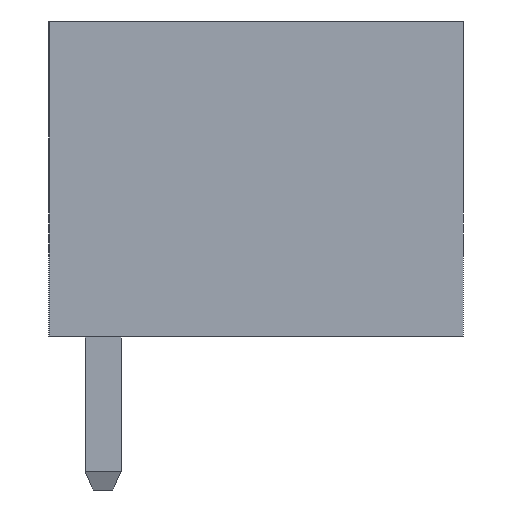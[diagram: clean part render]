
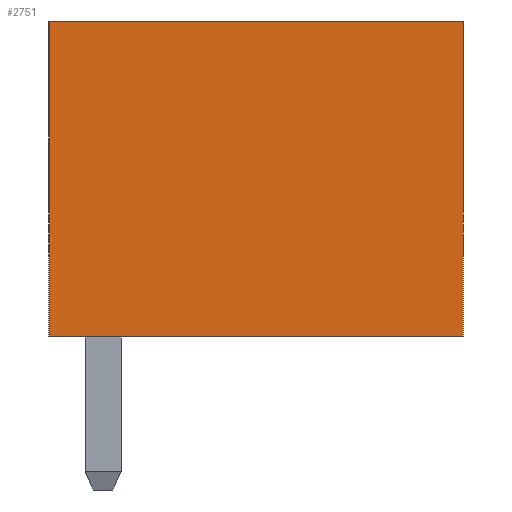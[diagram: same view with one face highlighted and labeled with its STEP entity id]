
A CAD part, left-side view. The second image highlights one B-rep face of the part: STEP entity #2751.
In plain terms, the highlighted planar face has unit normal (-1, 0, 0).
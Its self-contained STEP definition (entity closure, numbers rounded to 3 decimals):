
#490 = VECTOR ( 'NONE', #3676, 1000. ) ;
#493 = VERTEX_POINT ( 'NONE', #1002 ) ;
#690 = ORIENTED_EDGE ( 'NONE', *, *, #2851, .T. ) ;
#765 = CARTESIAN_POINT ( 'NONE',  ( -12.65, 0., 0. ) ) ;
#811 = LINE ( 'NONE', #5847, #490 ) ;
#1000 = DIRECTION ( 'NONE',  ( 0., 1., 0. ) ) ;
#1002 = CARTESIAN_POINT ( 'NONE',  ( -12.65, 9.2, 0. ) ) ;
#1095 = CARTESIAN_POINT ( 'NONE',  ( -12.65, 0., 7. ) ) ;
#1313 = CARTESIAN_POINT ( 'NONE',  ( -12.65, 9.2, 7. ) ) ;
#1567 = CARTESIAN_POINT ( 'NONE',  ( -12.65, 9.2, 0. ) ) ;
#1826 = CARTESIAN_POINT ( 'NONE',  ( -12.65, 9.2, 7. ) ) ;
#2032 = VERTEX_POINT ( 'NONE', #1826 ) ;
#2033 = VERTEX_POINT ( 'NONE', #765 ) ;
#2094 = DIRECTION ( 'NONE',  ( 0., -1., 0. ) ) ;
#2156 = CARTESIAN_POINT ( 'NONE',  ( -12.65, 9.2, 7. ) ) ;
#2621 = EDGE_CURVE ( 'NONE', #4567, #2033, #6484, .T. ) ;
#2751 = ADVANCED_FACE ( 'NONE', ( #6068 ), #3343, .F. ) ;
#2843 = VECTOR ( 'NONE', #5841, 1000. ) ;
#2851 = EDGE_CURVE ( 'NONE', #2032, #493, #4499, .T. ) ;
#2984 = VECTOR ( 'NONE', #2094, 1000. ) ;
#3013 = AXIS2_PLACEMENT_3D ( 'NONE', #2156, #4856, #1000 ) ;
#3160 = EDGE_CURVE ( 'NONE', #2032, #4567, #811, .T. ) ;
#3343 = PLANE ( 'NONE',  #3013 ) ;
#3383 = ORIENTED_EDGE ( 'NONE', *, *, #2621, .F. ) ;
#3579 = DIRECTION ( 'NONE',  ( 0., 0., -1. ) ) ;
#3665 = CARTESIAN_POINT ( 'NONE',  ( -12.65, 0., 7. ) ) ;
#3676 = DIRECTION ( 'NONE',  ( 0., -1., 0. ) ) ;
#3827 = EDGE_CURVE ( 'NONE', #493, #2033, #4473, .T. ) ;
#4473 = LINE ( 'NONE', #1567, #2984 ) ;
#4499 = LINE ( 'NONE', #1313, #4751 ) ;
#4567 = VERTEX_POINT ( 'NONE', #1095 ) ;
#4725 = EDGE_LOOP ( 'NONE', ( #5086, #3383, #6849, #690 ) ) ;
#4751 = VECTOR ( 'NONE', #3579, 1000. ) ;
#4856 = DIRECTION ( 'NONE',  ( 1., 0., 0. ) ) ;
#5086 = ORIENTED_EDGE ( 'NONE', *, *, #3827, .T. ) ;
#5841 = DIRECTION ( 'NONE',  ( 0., 0., -1. ) ) ;
#5847 = CARTESIAN_POINT ( 'NONE',  ( -12.65, 9.2, 7. ) ) ;
#6068 = FACE_OUTER_BOUND ( 'NONE', #4725, .T. ) ;
#6484 = LINE ( 'NONE', #3665, #2843 ) ;
#6849 = ORIENTED_EDGE ( 'NONE', *, *, #3160, .F. ) ;
